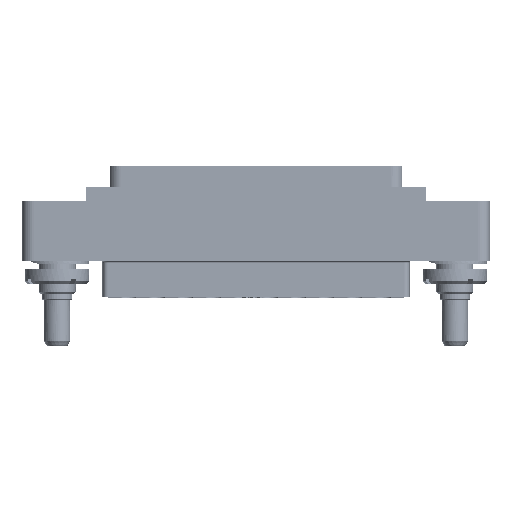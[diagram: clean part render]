
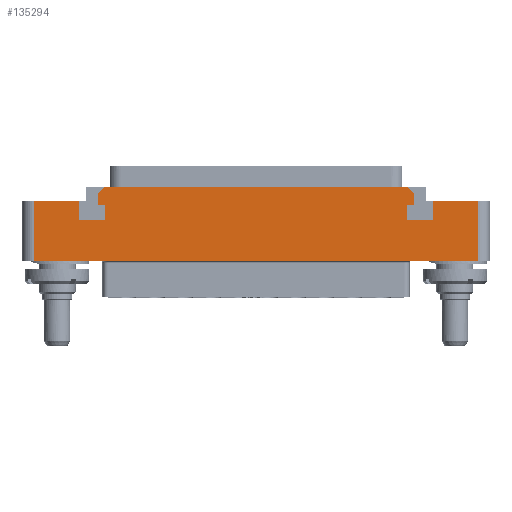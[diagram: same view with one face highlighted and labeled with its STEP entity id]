
A CAD part, top view. The second image highlights one B-rep face of the part: STEP entity #135294.
In plain terms, the highlighted planar face has unit normal (0, 0, 1).
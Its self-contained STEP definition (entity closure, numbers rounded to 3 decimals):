
#1012=DIRECTION('',(-0.707,-0.707,0.));
#1013=VECTOR('',#1012,1.697);
#1014=CARTESIAN_POINT('',(-25.8,12.75,7.));
#1015=LINE('',#1014,#1013);
#1024=DIRECTION('',(-1.,0.,0.));
#1025=VECTOR('',#1024,76.);
#1026=CARTESIAN_POINT('',(38.,0.,7.));
#1027=LINE('',#1026,#1025);
#1028=DIRECTION('',(1.,0.,0.));
#1029=VECTOR('',#1028,7.8);
#1030=CARTESIAN_POINT('',(-38.,10.25,7.));
#1031=LINE('',#1030,#1029);
#1032=DIRECTION('',(0.,-1.,0.));
#1033=VECTOR('',#1032,3.2);
#1034=CARTESIAN_POINT('',(-30.2,10.25,7.));
#1035=LINE('',#1034,#1033);
#1036=DIRECTION('',(1.,0.,0.));
#1037=VECTOR('',#1036,4.4);
#1038=CARTESIAN_POINT('',(-30.2,7.05,7.));
#1039=LINE('',#1038,#1037);
#1040=DIRECTION('',(0.,1.,0.));
#1041=VECTOR('',#1040,2.6);
#1042=CARTESIAN_POINT('',(-25.8,7.05,7.));
#1043=LINE('',#1042,#1041);
#1044=DIRECTION('',(-1.,0.,0.));
#1045=VECTOR('',#1044,1.2);
#1046=CARTESIAN_POINT('',(-25.8,9.65,7.));
#1047=LINE('',#1046,#1045);
#1048=DIRECTION('',(0.,-1.,0.));
#1049=VECTOR('',#1048,1.9);
#1050=CARTESIAN_POINT('',(-27.,11.55,7.));
#1051=LINE('',#1050,#1049);
#1052=DIRECTION('',(1.,0.,0.));
#1053=VECTOR('',#1052,51.6);
#1054=CARTESIAN_POINT('',(-25.8,12.75,7.));
#1055=LINE('',#1054,#1053);
#1056=DIRECTION('',(0.,-1.,0.));
#1057=VECTOR('',#1056,1.9);
#1058=CARTESIAN_POINT('',(27.,11.55,7.));
#1059=LINE('',#1058,#1057);
#1060=DIRECTION('',(-1.,0.,0.));
#1061=VECTOR('',#1060,1.2);
#1062=CARTESIAN_POINT('',(27.,9.65,7.));
#1063=LINE('',#1062,#1061);
#1064=DIRECTION('',(0.,-1.,0.));
#1065=VECTOR('',#1064,2.6);
#1066=CARTESIAN_POINT('',(25.8,9.65,7.));
#1067=LINE('',#1066,#1065);
#1068=DIRECTION('',(1.,0.,0.));
#1069=VECTOR('',#1068,4.4);
#1070=CARTESIAN_POINT('',(25.8,7.05,7.));
#1071=LINE('',#1070,#1069);
#1072=DIRECTION('',(0.,1.,0.));
#1073=VECTOR('',#1072,3.2);
#1074=CARTESIAN_POINT('',(30.2,7.05,7.));
#1075=LINE('',#1074,#1073);
#1076=DIRECTION('',(1.,0.,0.));
#1077=VECTOR('',#1076,7.8);
#1078=CARTESIAN_POINT('',(30.2,10.25,7.));
#1079=LINE('',#1078,#1077);
#1080=DIRECTION('',(0.,1.,0.));
#1081=VECTOR('',#1080,10.25);
#1082=CARTESIAN_POINT('',(38.,0.,7.));
#1083=LINE('',#1082,#1081);
#1380=DIRECTION('',(0.707,-0.707,0.));
#1381=VECTOR('',#1380,1.697);
#1382=CARTESIAN_POINT('',(25.8,12.75,7.));
#1383=LINE('',#1382,#1381);
#1566=DIRECTION('',(0.,-1.,0.));
#1567=VECTOR('',#1566,10.25);
#1568=CARTESIAN_POINT('',(-38.,10.25,7.));
#1569=LINE('',#1568,#1567);
#111860=CARTESIAN_POINT('',(-30.2,10.25,7.));
#111861=CARTESIAN_POINT('',(-30.2,7.05,7.));
#111862=VERTEX_POINT('',#111860);
#111863=VERTEX_POINT('',#111861);
#111864=CARTESIAN_POINT('',(-25.8,7.05,7.));
#111865=VERTEX_POINT('',#111864);
#111866=CARTESIAN_POINT('',(-25.8,9.65,7.));
#111867=VERTEX_POINT('',#111866);
#111868=CARTESIAN_POINT('',(-27.,9.65,7.));
#111869=VERTEX_POINT('',#111868);
#111870=CARTESIAN_POINT('',(27.,9.65,7.));
#111871=CARTESIAN_POINT('',(25.8,9.65,7.));
#111872=VERTEX_POINT('',#111870);
#111873=VERTEX_POINT('',#111871);
#111874=CARTESIAN_POINT('',(25.8,7.05,7.));
#111875=VERTEX_POINT('',#111874);
#111876=CARTESIAN_POINT('',(30.2,7.05,7.));
#111877=VERTEX_POINT('',#111876);
#111878=CARTESIAN_POINT('',(30.2,10.25,7.));
#111879=VERTEX_POINT('',#111878);
#111884=CARTESIAN_POINT('',(-27.,11.55,7.));
#111886=VERTEX_POINT('',#111884);
#111888=CARTESIAN_POINT('',(-25.8,12.75,7.));
#111889=VERTEX_POINT('',#111888);
#111890=CARTESIAN_POINT('',(27.,11.55,7.));
#111892=VERTEX_POINT('',#111890);
#111894=CARTESIAN_POINT('',(25.8,12.75,7.));
#111895=VERTEX_POINT('',#111894);
#111972=CARTESIAN_POINT('',(38.,0.,7.));
#111973=CARTESIAN_POINT('',(38.,10.25,7.));
#111974=VERTEX_POINT('',#111972);
#111975=VERTEX_POINT('',#111973);
#111980=CARTESIAN_POINT('',(-38.,10.25,7.));
#111981=CARTESIAN_POINT('',(-38.,0.,7.));
#111982=VERTEX_POINT('',#111980);
#111983=VERTEX_POINT('',#111981);
#135253=CARTESIAN_POINT('',(0.,0.,7.));
#135254=DIRECTION('',(0.,0.,-1.));
#135255=DIRECTION('',(-1.,0.,0.));
#135256=AXIS2_PLACEMENT_3D('',#135253,#135254,#135255);
#135257=PLANE('',#135256);
#135259=ORIENTED_EDGE('',*,*,#135258,.F.);
#135261=ORIENTED_EDGE('',*,*,#135260,.T.);
#135263=ORIENTED_EDGE('',*,*,#135262,.F.);
#135265=ORIENTED_EDGE('',*,*,#135264,.T.);
#135267=ORIENTED_EDGE('',*,*,#135266,.T.);
#135269=ORIENTED_EDGE('',*,*,#135268,.T.);
#135271=ORIENTED_EDGE('',*,*,#135270,.T.);
#135273=ORIENTED_EDGE('',*,*,#135272,.T.);
#135275=ORIENTED_EDGE('',*,*,#135274,.F.);
#135276=ORIENTED_EDGE('',*,*,#135244,.F.);
#135277=ORIENTED_EDGE('',*,*,#135205,.T.);
#135279=ORIENTED_EDGE('',*,*,#135278,.T.);
#135281=ORIENTED_EDGE('',*,*,#135280,.T.);
#135283=ORIENTED_EDGE('',*,*,#135282,.T.);
#135285=ORIENTED_EDGE('',*,*,#135284,.T.);
#135287=ORIENTED_EDGE('',*,*,#135286,.T.);
#135289=ORIENTED_EDGE('',*,*,#135288,.T.);
#135291=ORIENTED_EDGE('',*,*,#135290,.T.);
#135292=EDGE_LOOP('',(#135259,#135261,#135263,#135265,#135267,#135269,#135271,
#135273,#135275,#135276,#135277,#135279,#135281,#135283,#135285,#135287,#135289,
#135291));
#135293=FACE_OUTER_BOUND('',#135292,.F.);
#135294=ADVANCED_FACE('',(#135293),#135257,.F.);
#135205=EDGE_CURVE('',#111889,#111895,#1055,.T.);
#135244=EDGE_CURVE('',#111889,#111886,#1015,.T.);
#135258=EDGE_CURVE('',#111974,#111975,#1083,.T.);
#135260=EDGE_CURVE('',#111974,#111983,#1027,.T.);
#135262=EDGE_CURVE('',#111982,#111983,#1569,.T.);
#135264=EDGE_CURVE('',#111982,#111862,#1031,.T.);
#135266=EDGE_CURVE('',#111862,#111863,#1035,.T.);
#135268=EDGE_CURVE('',#111863,#111865,#1039,.T.);
#135270=EDGE_CURVE('',#111865,#111867,#1043,.T.);
#135272=EDGE_CURVE('',#111867,#111869,#1047,.T.);
#135274=EDGE_CURVE('',#111886,#111869,#1051,.T.);
#135278=EDGE_CURVE('',#111895,#111892,#1383,.T.);
#135280=EDGE_CURVE('',#111892,#111872,#1059,.T.);
#135282=EDGE_CURVE('',#111872,#111873,#1063,.T.);
#135284=EDGE_CURVE('',#111873,#111875,#1067,.T.);
#135286=EDGE_CURVE('',#111875,#111877,#1071,.T.);
#135288=EDGE_CURVE('',#111877,#111879,#1075,.T.);
#135290=EDGE_CURVE('',#111879,#111975,#1079,.T.);
